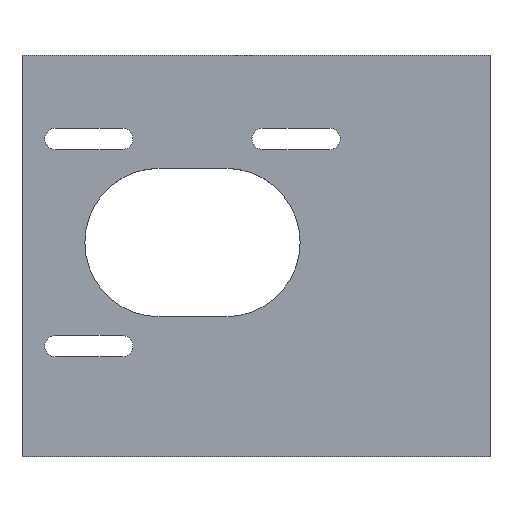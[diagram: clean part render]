
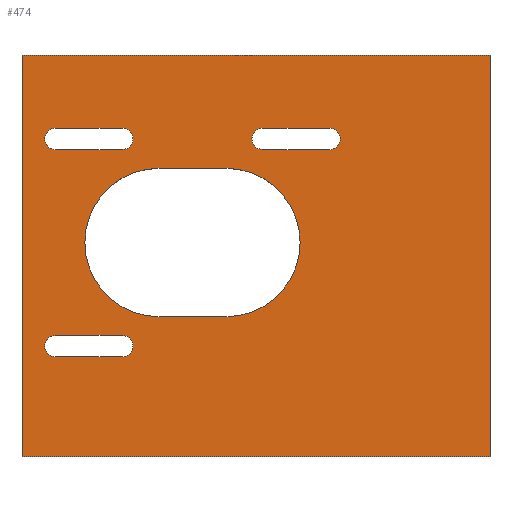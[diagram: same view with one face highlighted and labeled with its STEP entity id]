
A CAD part, top view. The second image highlights one B-rep face of the part: STEP entity #474.
In plain terms, the highlighted planar face has unit normal (0, 0, 1).
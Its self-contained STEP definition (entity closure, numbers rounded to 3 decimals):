
#103=CARTESIAN_POINT('Vertex',(-70.,0.,19.)) ;
#131=CARTESIAN_POINT('Vertex',(0.,0.,19.)) ;
#134=CARTESIAN_POINT('Line Origine',(-35.,0.,19.)) ;
#221=CARTESIAN_POINT('Vertex',(0.,60.,19.)) ;
#224=CARTESIAN_POINT('Line Origine',(0.,30.,19.)) ;
#265=CARTESIAN_POINT('Line Origine',(-70.,30.,19.)) ;
#269=CARTESIAN_POINT('Vertex',(-70.,60.,19.)) ;
#298=CARTESIAN_POINT('Line Origine',(-35.,60.,19.)) ;
#327=CARTESIAN_POINT('Axis2P3D Location',(0.,0.,19.)) ;
#338=CARTESIAN_POINT('Line Origine',(-44.5,20.9,19.)) ;
#342=CARTESIAN_POINT('Vertex',(-49.5,20.9,19.)) ;
#344=CARTESIAN_POINT('Vertex',(-39.5,20.9,19.)) ;
#347=CARTESIAN_POINT('Axis2P3D Location',(-49.5,32.,19.)) ;
#351=CARTESIAN_POINT('Vertex',(-49.5,43.1,19.)) ;
#354=CARTESIAN_POINT('Line Origine',(-44.5,43.1,19.)) ;
#358=CARTESIAN_POINT('Vertex',(-39.5,43.1,19.)) ;
#361=CARTESIAN_POINT('Axis2P3D Location',(-39.5,32.,19.)) ;
#372=CARTESIAN_POINT('Axis2P3D Location',(-34.,47.5,19.)) ;
#376=CARTESIAN_POINT('Vertex',(-34.,49.1,19.)) ;
#378=CARTESIAN_POINT('Vertex',(-34.,45.9,19.)) ;
#381=CARTESIAN_POINT('Line Origine',(-29.,49.1,19.)) ;
#385=CARTESIAN_POINT('Vertex',(-24.,49.1,19.)) ;
#388=CARTESIAN_POINT('Axis2P3D Location',(-24.,47.5,19.)) ;
#392=CARTESIAN_POINT('Vertex',(-24.,45.9,19.)) ;
#395=CARTESIAN_POINT('Line Origine',(-29.,45.9,19.)) ;
#406=CARTESIAN_POINT('Line Origine',(-60.,14.9,19.)) ;
#410=CARTESIAN_POINT('Vertex',(-65.,14.9,19.)) ;
#412=CARTESIAN_POINT('Vertex',(-55.,14.9,19.)) ;
#415=CARTESIAN_POINT('Axis2P3D Location',(-65.,16.5,19.)) ;
#419=CARTESIAN_POINT('Vertex',(-65.,18.1,19.)) ;
#422=CARTESIAN_POINT('Line Origine',(-60.,18.1,19.)) ;
#426=CARTESIAN_POINT('Vertex',(-55.,18.1,19.)) ;
#429=CARTESIAN_POINT('Axis2P3D Location',(-55.,16.5,19.)) ;
#440=CARTESIAN_POINT('Axis2P3D Location',(-65.,47.5,19.)) ;
#444=CARTESIAN_POINT('Vertex',(-65.,49.1,19.)) ;
#446=CARTESIAN_POINT('Vertex',(-65.,45.9,19.)) ;
#449=CARTESIAN_POINT('Line Origine',(-60.,49.1,19.)) ;
#453=CARTESIAN_POINT('Vertex',(-55.,49.1,19.)) ;
#456=CARTESIAN_POINT('Axis2P3D Location',(-55.,47.5,19.)) ;
#460=CARTESIAN_POINT('Vertex',(-55.,45.9,19.)) ;
#463=CARTESIAN_POINT('Line Origine',(-60.,45.9,19.)) ;
#135=DIRECTION('Vector Direction',(-1.,0.,0.)) ;
#225=DIRECTION('Vector Direction',(0.,1.,0.)) ;
#266=DIRECTION('Vector Direction',(0.,-1.,0.)) ;
#299=DIRECTION('Vector Direction',(1.,0.,0.)) ;
#328=DIRECTION('Axis2P3D Direction',(0.,0.,1.)) ;
#329=DIRECTION('Axis2P3D XDirection',(1.,0.,0.)) ;
#339=DIRECTION('Vector Direction',(1.,0.,0.)) ;
#348=DIRECTION('Axis2P3D Direction',(0.,0.,1.)) ;
#355=DIRECTION('Vector Direction',(-1.,0.,0.)) ;
#362=DIRECTION('Axis2P3D Direction',(0.,0.,1.)) ;
#373=DIRECTION('Axis2P3D Direction',(0.,0.,1.)) ;
#382=DIRECTION('Vector Direction',(1.,0.,0.)) ;
#389=DIRECTION('Axis2P3D Direction',(0.,0.,1.)) ;
#396=DIRECTION('Vector Direction',(-1.,0.,0.)) ;
#407=DIRECTION('Vector Direction',(1.,0.,0.)) ;
#416=DIRECTION('Axis2P3D Direction',(0.,0.,1.)) ;
#423=DIRECTION('Vector Direction',(-1.,0.,0.)) ;
#430=DIRECTION('Axis2P3D Direction',(0.,0.,1.)) ;
#441=DIRECTION('Axis2P3D Direction',(0.,0.,1.)) ;
#450=DIRECTION('Vector Direction',(1.,0.,0.)) ;
#457=DIRECTION('Axis2P3D Direction',(0.,0.,1.)) ;
#464=DIRECTION('Vector Direction',(-1.,0.,0.)) ;
#330=AXIS2_PLACEMENT_3D('Plane Axis2P3D',#327,#328,#329) ;
#349=AXIS2_PLACEMENT_3D('Circle Axis2P3D',#347,#348,$) ;
#363=AXIS2_PLACEMENT_3D('Circle Axis2P3D',#361,#362,$) ;
#374=AXIS2_PLACEMENT_3D('Circle Axis2P3D',#372,#373,$) ;
#390=AXIS2_PLACEMENT_3D('Circle Axis2P3D',#388,#389,$) ;
#417=AXIS2_PLACEMENT_3D('Circle Axis2P3D',#415,#416,$) ;
#431=AXIS2_PLACEMENT_3D('Circle Axis2P3D',#429,#430,$) ;
#442=AXIS2_PLACEMENT_3D('Circle Axis2P3D',#440,#441,$) ;
#458=AXIS2_PLACEMENT_3D('Circle Axis2P3D',#456,#457,$) ;
#333=ORIENTED_EDGE('',*,*,#271,.T.) ;
#334=ORIENTED_EDGE('',*,*,#138,.T.) ;
#335=ORIENTED_EDGE('',*,*,#228,.T.) ;
#336=ORIENTED_EDGE('',*,*,#302,.T.) ;
#367=ORIENTED_EDGE('',*,*,#346,.F.) ;
#368=ORIENTED_EDGE('',*,*,#353,.F.) ;
#369=ORIENTED_EDGE('',*,*,#360,.F.) ;
#370=ORIENTED_EDGE('',*,*,#365,.F.) ;
#401=ORIENTED_EDGE('',*,*,#380,.F.) ;
#402=ORIENTED_EDGE('',*,*,#387,.T.) ;
#403=ORIENTED_EDGE('',*,*,#394,.F.) ;
#404=ORIENTED_EDGE('',*,*,#399,.T.) ;
#435=ORIENTED_EDGE('',*,*,#414,.F.) ;
#436=ORIENTED_EDGE('',*,*,#421,.F.) ;
#437=ORIENTED_EDGE('',*,*,#428,.F.) ;
#438=ORIENTED_EDGE('',*,*,#433,.F.) ;
#469=ORIENTED_EDGE('',*,*,#448,.F.) ;
#470=ORIENTED_EDGE('',*,*,#455,.T.) ;
#471=ORIENTED_EDGE('',*,*,#462,.F.) ;
#472=ORIENTED_EDGE('',*,*,#467,.T.) ;
#371=FACE_BOUND('',#366,.T.) ;
#405=FACE_BOUND('',#400,.T.) ;
#439=FACE_BOUND('',#434,.T.) ;
#473=FACE_BOUND('',#468,.T.) ;
#136=VECTOR('Line Direction',#135,1.) ;
#226=VECTOR('Line Direction',#225,1.) ;
#267=VECTOR('Line Direction',#266,1.) ;
#300=VECTOR('Line Direction',#299,1.) ;
#340=VECTOR('Line Direction',#339,1.) ;
#356=VECTOR('Line Direction',#355,1.) ;
#383=VECTOR('Line Direction',#382,1.) ;
#397=VECTOR('Line Direction',#396,1.) ;
#408=VECTOR('Line Direction',#407,1.) ;
#424=VECTOR('Line Direction',#423,1.) ;
#451=VECTOR('Line Direction',#450,1.) ;
#465=VECTOR('Line Direction',#464,1.) ;
#474=ADVANCED_FACE('Hauptk\X2\00F6\X0\rper',(#337,#371,#405,#439,#473),#331,.T.) ;
#350=CIRCLE('generated circle',#349,11.1) ;
#364=CIRCLE('generated circle',#363,11.1) ;
#375=CIRCLE('generated circle',#374,1.6) ;
#391=CIRCLE('generated circle',#390,1.6) ;
#418=CIRCLE('generated circle',#417,1.6) ;
#432=CIRCLE('generated circle',#431,1.6) ;
#443=CIRCLE('generated circle',#442,1.6) ;
#459=CIRCLE('generated circle',#458,1.6) ;
#138=EDGE_CURVE('',#104,#132,#137,.F.) ;
#228=EDGE_CURVE('',#132,#222,#227,.T.) ;
#271=EDGE_CURVE('',#270,#104,#268,.T.) ;
#302=EDGE_CURVE('',#222,#270,#301,.F.) ;
#346=EDGE_CURVE('',#343,#345,#341,.T.) ;
#353=EDGE_CURVE('',#352,#343,#350,.T.) ;
#360=EDGE_CURVE('',#359,#352,#357,.T.) ;
#365=EDGE_CURVE('',#345,#359,#364,.T.) ;
#380=EDGE_CURVE('',#377,#379,#375,.T.) ;
#387=EDGE_CURVE('',#377,#386,#384,.T.) ;
#394=EDGE_CURVE('',#393,#386,#391,.T.) ;
#399=EDGE_CURVE('',#393,#379,#398,.T.) ;
#414=EDGE_CURVE('',#411,#413,#409,.T.) ;
#421=EDGE_CURVE('',#420,#411,#418,.T.) ;
#428=EDGE_CURVE('',#427,#420,#425,.T.) ;
#433=EDGE_CURVE('',#413,#427,#432,.T.) ;
#448=EDGE_CURVE('',#445,#447,#443,.T.) ;
#455=EDGE_CURVE('',#445,#454,#452,.T.) ;
#462=EDGE_CURVE('',#461,#454,#459,.T.) ;
#467=EDGE_CURVE('',#461,#447,#466,.T.) ;
#332=EDGE_LOOP('',(#333,#334,#335,#336)) ;
#366=EDGE_LOOP('',(#367,#368,#369,#370)) ;
#400=EDGE_LOOP('',(#401,#402,#403,#404)) ;
#434=EDGE_LOOP('',(#435,#436,#437,#438)) ;
#468=EDGE_LOOP('',(#469,#470,#471,#472)) ;
#337=FACE_OUTER_BOUND('',#332,.T.) ;
#137=LINE('Line',#134,#136) ;
#227=LINE('Line',#224,#226) ;
#268=LINE('Line',#265,#267) ;
#301=LINE('Line',#298,#300) ;
#341=LINE('Line',#338,#340) ;
#357=LINE('Line',#354,#356) ;
#384=LINE('Line',#381,#383) ;
#398=LINE('Line',#395,#397) ;
#409=LINE('Line',#406,#408) ;
#425=LINE('Line',#422,#424) ;
#452=LINE('Line',#449,#451) ;
#466=LINE('Line',#463,#465) ;
#331=PLANE('',#330) ;
#104=VERTEX_POINT('',#103) ;
#132=VERTEX_POINT('',#131) ;
#222=VERTEX_POINT('',#221) ;
#270=VERTEX_POINT('',#269) ;
#343=VERTEX_POINT('',#342) ;
#345=VERTEX_POINT('',#344) ;
#352=VERTEX_POINT('',#351) ;
#359=VERTEX_POINT('',#358) ;
#377=VERTEX_POINT('',#376) ;
#379=VERTEX_POINT('',#378) ;
#386=VERTEX_POINT('',#385) ;
#393=VERTEX_POINT('',#392) ;
#411=VERTEX_POINT('',#410) ;
#413=VERTEX_POINT('',#412) ;
#420=VERTEX_POINT('',#419) ;
#427=VERTEX_POINT('',#426) ;
#445=VERTEX_POINT('',#444) ;
#447=VERTEX_POINT('',#446) ;
#454=VERTEX_POINT('',#453) ;
#461=VERTEX_POINT('',#460) ;
